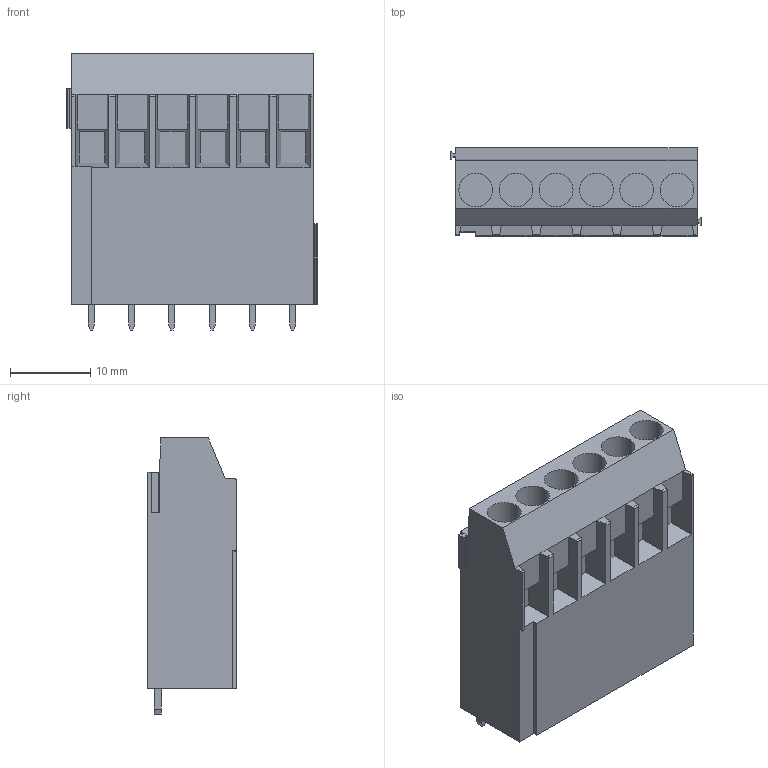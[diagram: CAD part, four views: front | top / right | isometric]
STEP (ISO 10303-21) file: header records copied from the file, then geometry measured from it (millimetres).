
FILE_DESCRIPTION(('CATIA V5 STEP Exchange','CAx-IF Rec.Pracs.--- Model Styling and Organization---1.2---2011-12-15'),'2;1');
FILE_NAME ('D1460863_0_1975290000_1975290000.stp','2018-09-07T04:46:39+00:00',('none'),('Weidmueller'),'CATIA Version 5-6 Release 2014','CATIA V5 STEP AP214','none');
FILE_SCHEMA(('AUTOMOTIVE_DESIGN { 1 0 10303 214 1 1 1 1 }'));
Length unit declared in the file: millimetre
Products named in the file (1): 1975290000
Bounding box: 31.28 x 10.94 x 34.3 mm (x, y, z)
Volume: 8963.1 mm3; surface area: 3696.6 mm2
Topology: 7 solids, 7 shells, 157 faces, 399 edges, 262 vertices
Faces by surface type: plane 126, cylinder 31
Entity records: 4325 total; most frequent: CARTESIAN_POINT 828, ORIENTED_EDGE 798, DIRECTION 551, EDGE_CURVE 399, VECTOR 313, LINE 313, VERTEX_POINT 262, EDGE_LOOP 163
